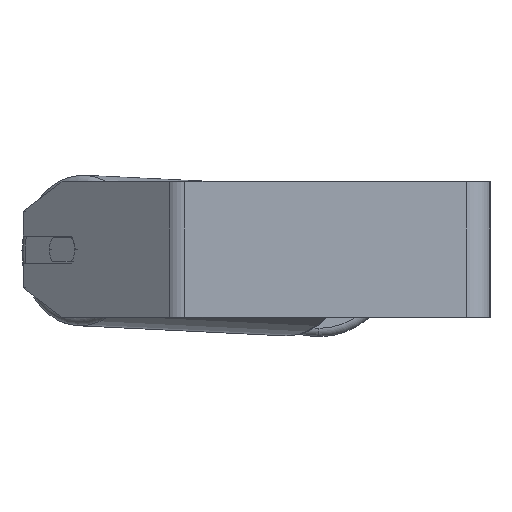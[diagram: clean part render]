
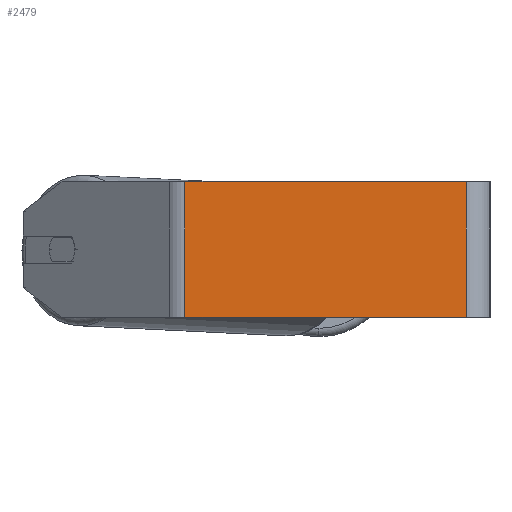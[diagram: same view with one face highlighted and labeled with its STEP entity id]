
A CAD part, left-side view. The second image highlights one B-rep face of the part: STEP entity #2479.
In plain terms, the highlighted planar face has unit normal (-1, 0, 0).
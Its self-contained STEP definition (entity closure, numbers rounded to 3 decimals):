
#124 = VERTEX_POINT ( 'NONE', #6627 ) ;
#289 = DIRECTION ( 'NONE',  ( 0., 0., -1. ) ) ;
#340 = LINE ( 'NONE', #3663, #1746 ) ;
#434 = ORIENTED_EDGE ( 'NONE', *, *, #7921, .T. ) ;
#533 = DIRECTION ( 'NONE',  ( 0., -1., 0. ) ) ;
#576 = LINE ( 'NONE', #7577, #5927 ) ;
#1110 = DIRECTION ( 'NONE',  ( 0., -1., 0. ) ) ;
#1186 = DIRECTION ( 'NONE',  ( 0., 0., -1. ) ) ;
#1511 = CARTESIAN_POINT ( 'NONE',  ( -360., 14., 40. ) ) ;
#1746 = VECTOR ( 'NONE', #4892, 1000. ) ;
#1953 = EDGE_CURVE ( 'NONE', #124, #3697, #7380, .T. ) ;
#2062 = ORIENTED_EDGE ( 'NONE', *, *, #1953, .F. ) ;
#2284 = EDGE_LOOP ( 'NONE', ( #434, #2062, #8371, #2500 ) ) ;
#2479 = ADVANCED_FACE ( 'NONE', ( #2548 ), #8258, .F. ) ;
#2500 = ORIENTED_EDGE ( 'NONE', *, *, #7277, .T. ) ;
#2548 = FACE_OUTER_BOUND ( 'NONE', #2284, .T. ) ;
#3327 = CARTESIAN_POINT ( 'NONE',  ( -360., 180.125, -40. ) ) ;
#3663 = CARTESIAN_POINT ( 'NONE',  ( -360., 180.125, 40. ) ) ;
#3697 = VERTEX_POINT ( 'NONE', #5197 ) ;
#3733 = CARTESIAN_POINT ( 'NONE',  ( -360., 180.125, 40. ) ) ;
#4892 = DIRECTION ( 'NONE',  ( 0., 0., -1. ) ) ;
#4953 = AXIS2_PLACEMENT_3D ( 'NONE', #5051, #8341, #1186 ) ;
#5023 = LINE ( 'NONE', #5534, #5144 ) ;
#5048 = VERTEX_POINT ( 'NONE', #3733 ) ;
#5051 = CARTESIAN_POINT ( 'NONE',  ( -360., 185.22, 40. ) ) ;
#5144 = VECTOR ( 'NONE', #533, 1000. ) ;
#5197 = CARTESIAN_POINT ( 'NONE',  ( -360., 14., -40. ) ) ;
#5516 = EDGE_CURVE ( 'NONE', #5048, #124, #576, .T. ) ;
#5534 = CARTESIAN_POINT ( 'NONE',  ( -360., 185.22, -40. ) ) ;
#5643 = VERTEX_POINT ( 'NONE', #3327 ) ;
#5927 = VECTOR ( 'NONE', #1110, 1000. ) ;
#6627 = CARTESIAN_POINT ( 'NONE',  ( -360., 14., 40. ) ) ;
#7277 = EDGE_CURVE ( 'NONE', #5048, #5643, #340, .T. ) ;
#7380 = LINE ( 'NONE', #1511, #7801 ) ;
#7577 = CARTESIAN_POINT ( 'NONE',  ( -360., 185.22, 40. ) ) ;
#7801 = VECTOR ( 'NONE', #289, 1000. ) ;
#7921 = EDGE_CURVE ( 'NONE', #5643, #3697, #5023, .T. ) ;
#8258 = PLANE ( 'NONE',  #4953 ) ;
#8341 = DIRECTION ( 'NONE',  ( 1., 0., 0. ) ) ;
#8371 = ORIENTED_EDGE ( 'NONE', *, *, #5516, .F. ) ;
